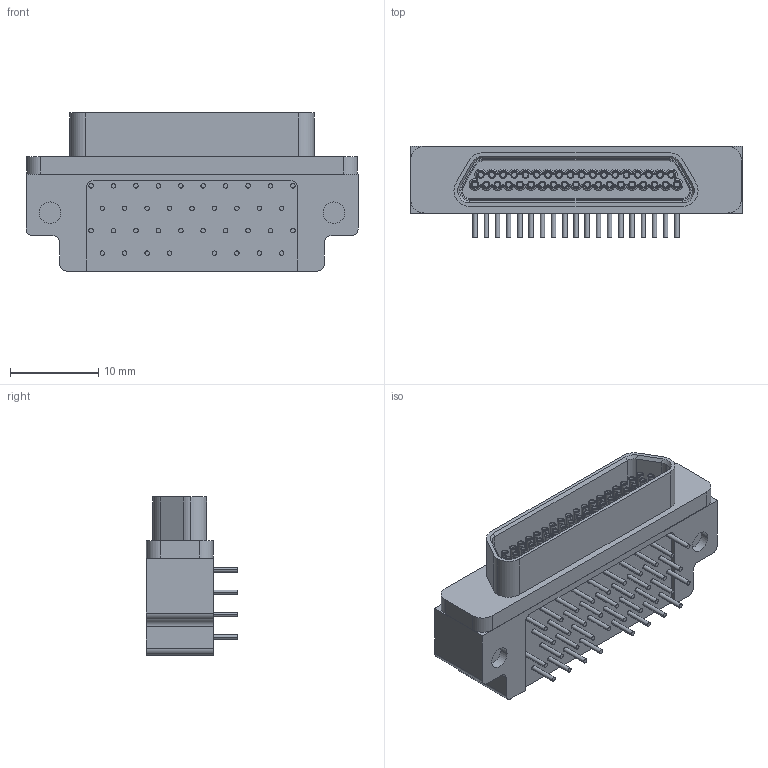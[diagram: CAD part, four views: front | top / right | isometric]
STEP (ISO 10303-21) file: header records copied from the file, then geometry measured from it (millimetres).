
FILE_DESCRIPTION(('STEP AP203'),'1');
FILE_NAME('1532263-3.stp','2021-10-05T14:26:45',('TraceParts'),('TraceParts S.A.'),'Spatial InterOp 3D',' ',' ');
FILE_SCHEMA(('CONFIG_CONTROL_DESIGN'));
Length unit declared in the file: millimetre
Products named in the file (1): 1
Bounding box: 37.59 x 10.39 x 17.91 mm (x, y, z)
Volume: 3658.8 mm3; surface area: 2773.6 mm2
Topology: 1 solids, 1 shells, 726 faces, 1611 edges, 970 vertices
Faces by surface type: cylinder 305, plane 154, torus 152, cone 78, bspline 37
Entity records: 20564 total; most frequent: DIRECTION 4053, CARTESIAN_POINT 3826, ORIENTED_EDGE 3148, AXIS2_PLACEMENT_3D 1789, EDGE_CURVE 1574, CIRCLE 1099, VERTEX_POINT 970, EDGE_LOOP 846
